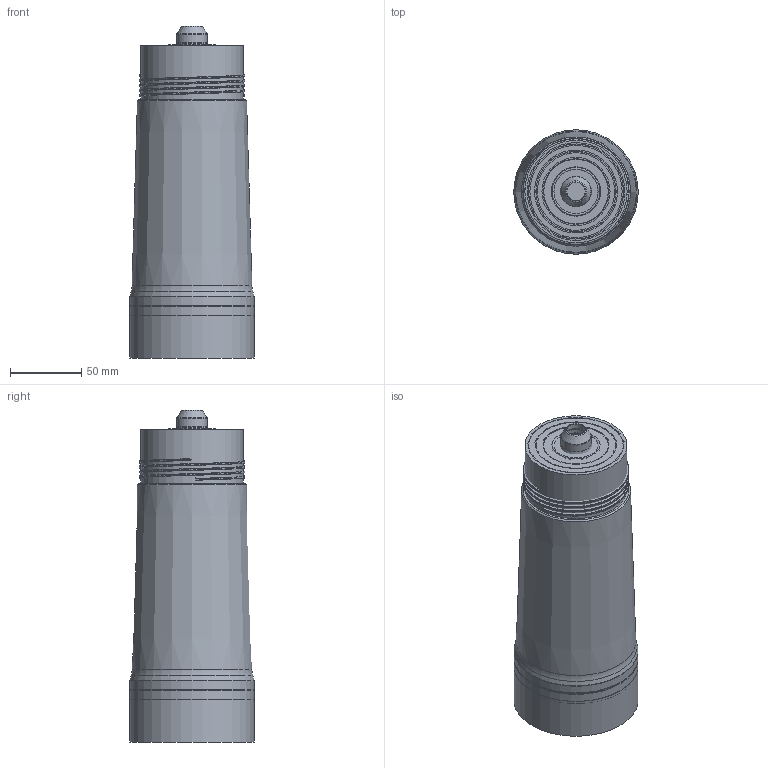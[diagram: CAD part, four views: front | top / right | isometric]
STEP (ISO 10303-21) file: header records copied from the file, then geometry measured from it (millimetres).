
FILE_DESCRIPTION(/* description */ ('Unknown'),/* implementation_level */ '2;1');
FILE_NAME(/* name */ '40547001',/* time_stamp */ '2022-09-01T08:21:33+02:00',/* author */ ('Unknown'),/* organization */ ('GROHE AG'),/* preprocessor_version */ 'ST-DEVELOPER v16.7',/* originating_system */ 'DEX',/* authorisation */ $);
FILE_SCHEMA (('AUTOMOTIVE_DESIGN {1 0 10303 214 3 1 1}'));
Products named in the file (5): 40547001; msch146C4AD2byeo; msch146C4AD2byeo_0; msch146C4AD2byeo_1
Assembly tree (4 placements, depth 2):
  40547001
    40547001
    msch146C4AD2byeo
    msch146C4AD2byeo_0
    msch146C4AD2byeo_1
Bounding box: 87.5 x 87.5 x 233.5 mm (x, y, z)
Volume: 763505.2 mm3; surface area: 191887.2 mm2
Topology: 5 solids, 5 shells, 1784 faces, 4332 edges, 2497 vertices
Faces by surface type: bspline 709, cylinder 447, torus 330, plane 197, cone 75, sphere 26
Full cylindrical faces by diameter (mm): 12.8 x1, 16.6 x2, 18 x1, 18.01 x1, 21.4 x1, 22.7 x2, 45.4 x1, 46.6 x1, 55.4 x1, 55.41 x1, 57.4 x2, 57.402 x2, 69.6 x3, 72 x1, 87.5 x3
Entity records: 96072 total; most frequent: CARTESIAN_POINT 49714, ORIENTED_EDGE 8168, DIRECTION 5372, EDGE_CURVE 4084, VERTEX_POINT 2447, AXIS2_PLACEMENT_3D 2427, FACE_BOUND 1937, EDGE_LOOP 1936
